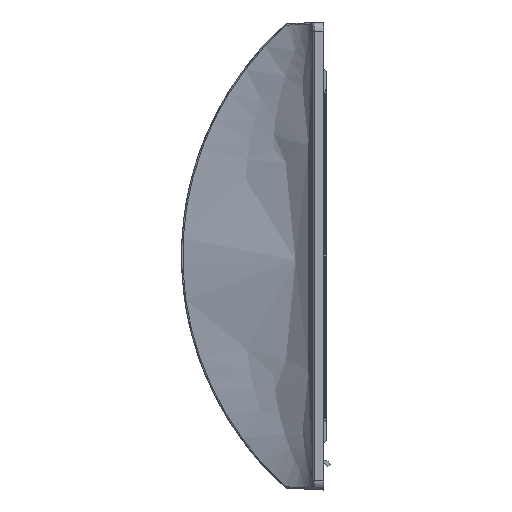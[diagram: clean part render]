
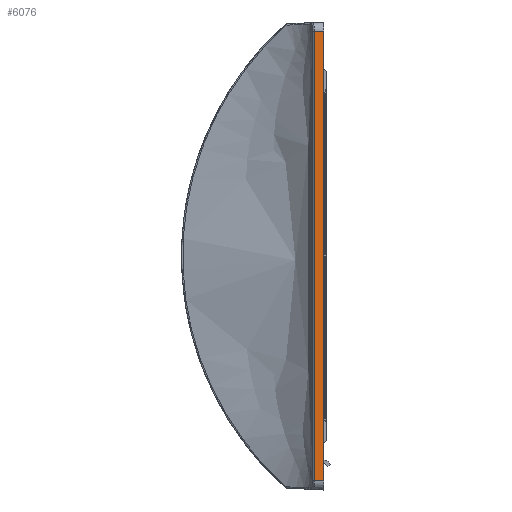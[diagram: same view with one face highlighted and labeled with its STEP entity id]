
A CAD part, left-side view. The second image highlights one B-rep face of the part: STEP entity #6076.
In plain terms, the highlighted planar face has unit normal (-1, 0, 0).
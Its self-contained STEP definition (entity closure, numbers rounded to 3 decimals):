
#421 = CARTESIAN_POINT ( 'NONE',  ( -300., 1.507, 35.501 ) ) ;
#639 = VECTOR ( 'NONE', #3330, 1000. ) ;
#959 = DIRECTION ( 'NONE',  ( 0., 0., -1. ) ) ;
#1109 = DIRECTION ( 'NONE',  ( 0., 0., -1. ) ) ;
#1237 = PLANE ( 'NONE',  #4173 ) ;
#1662 = FACE_OUTER_BOUND ( 'NONE', #6227, .T. ) ;
#1673 = CARTESIAN_POINT ( 'NONE',  ( -300., 43., 35.501 ) ) ;
#1738 = VECTOR ( 'NONE', #5649, 1000. ) ;
#1901 = ORIENTED_EDGE ( 'NONE', *, *, #4089, .F. ) ;
#1927 = EDGE_CURVE ( 'NONE', #4616, #4605, #3788, .T. ) ;
#2129 = EDGE_CURVE ( 'NONE', #3874, #4565, #3034, .T. ) ;
#2158 = CARTESIAN_POINT ( 'NONE',  ( -300., -26.534, 0. ) ) ;
#2423 = CARTESIAN_POINT ( 'NONE',  ( -300., 0., 35.501 ) ) ;
#2702 = VECTOR ( 'NONE', #959, 1000. ) ;
#2760 = CARTESIAN_POINT ( 'NONE',  ( -300., 1.507, 0. ) ) ;
#3034 = LINE ( 'NONE', #5200, #2702 ) ;
#3321 = ORIENTED_EDGE ( 'NONE', *, *, #2129, .F. ) ;
#3330 = DIRECTION ( 'NONE',  ( 0., -1., 0. ) ) ;
#3351 = DIRECTION ( 'NONE',  ( 1., 0., 0. ) ) ;
#3488 = LINE ( 'NONE', #4627, #1738 ) ;
#3605 = VECTOR ( 'NONE', #1109, 1000. ) ;
#3788 = LINE ( 'NONE', #2760, #3605 ) ;
#3874 = VERTEX_POINT ( 'NONE', #2423 ) ;
#4089 = EDGE_CURVE ( 'NONE', #4616, #3874, #4928, .T. ) ;
#4173 = AXIS2_PLACEMENT_3D ( 'NONE', #2158, #3351, #6473 ) ;
#4304 = ORIENTED_EDGE ( 'NONE', *, *, #4541, .T. ) ;
#4541 = EDGE_CURVE ( 'NONE', #4605, #4565, #3488, .T. ) ;
#4565 = VERTEX_POINT ( 'NONE', #4661 ) ;
#4605 = VERTEX_POINT ( 'NONE', #5300 ) ;
#4616 = VERTEX_POINT ( 'NONE', #421 ) ;
#4627 = CARTESIAN_POINT ( 'NONE',  ( -300., 43., -35.501 ) ) ;
#4661 = CARTESIAN_POINT ( 'NONE',  ( -300., 0., -35.501 ) ) ;
#4928 = LINE ( 'NONE', #1673, #639 ) ;
#5200 = CARTESIAN_POINT ( 'NONE',  ( -300., 0., 37.001 ) ) ;
#5300 = CARTESIAN_POINT ( 'NONE',  ( -300., 1.507, -35.501 ) ) ;
#5649 = DIRECTION ( 'NONE',  ( 0., -1., 0. ) ) ;
#6076 = ADVANCED_FACE ( 'NONE', ( #1662 ), #1237, .F. ) ;
#6227 = EDGE_LOOP ( 'NONE', ( #1901, #6630, #4304, #3321 ) ) ;
#6473 = DIRECTION ( 'NONE',  ( 0., 0., 1. ) ) ;
#6630 = ORIENTED_EDGE ( 'NONE', *, *, #1927, .T. ) ;
